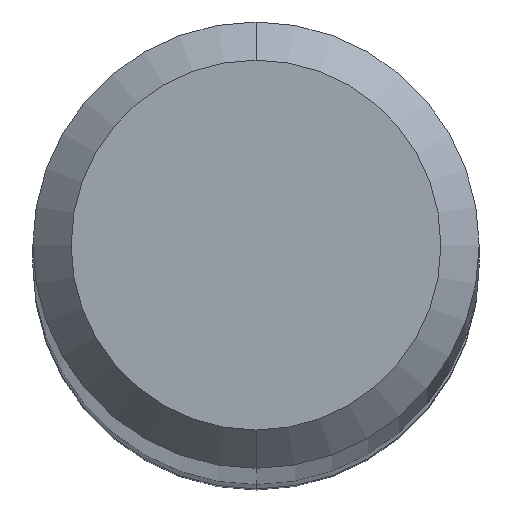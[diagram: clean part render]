
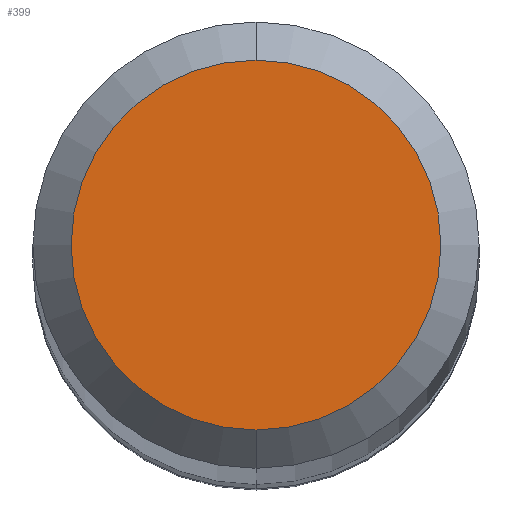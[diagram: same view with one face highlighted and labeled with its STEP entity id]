
A CAD part, top view. The second image highlights one B-rep face of the part: STEP entity #399.
In plain terms, the highlighted planar face has unit normal (0, 0, 1).
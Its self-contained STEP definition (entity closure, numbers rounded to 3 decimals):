
#369=VERTEX_POINT('',#771);
#399=ADVANCED_FACE('',(#805),#806,.T.);
#461=VERTEX_POINT('',#873);
#487=EDGE_CURVE('',#369,#461,#903,.T.);
#569=EDGE_CURVE('',#461,#369,#995,.T.);
#771=CARTESIAN_POINT('',(0.,-1.45,0.0));
#805=FACE_OUTER_BOUND('',#1374,.T.);
#806=PLANE('',#1375);
#873=CARTESIAN_POINT('',(0.0,1.45,0.0));
#903=CIRCLE('',#1560,1.45);
#995=CIRCLE('',#1752,1.45);
#1374=EDGE_LOOP('',(#1991,#1992));
#1375=AXIS2_PLACEMENT_3D('',#1993,#1994,#1995);
#1560=AXIS2_PLACEMENT_3D('',#2101,#2102,#2103);
#1752=AXIS2_PLACEMENT_3D('',#2218,#2219,#2220);
#1991=ORIENTED_EDGE('',*,*,#569,.F.);
#1992=ORIENTED_EDGE('',*,*,#487,.F.);
#1993=CARTESIAN_POINT('',(0.0,0.725,0.0));
#1994=DIRECTION('',(-0.0,0.0,1.0));
#1995=DIRECTION('',(0.0,-1.0,0.0));
#2101=CARTESIAN_POINT('',(0.0,0.0,0.0));
#2102=DIRECTION('',(0.0,0.0,-1.0));
#2103=DIRECTION('',(0.0,1.0,0.0));
#2218=CARTESIAN_POINT('',(0.0,0.0,0.0));
#2219=DIRECTION('',(0.0,0.0,-1.0));
#2220=DIRECTION('',(0.0,1.0,0.0));
